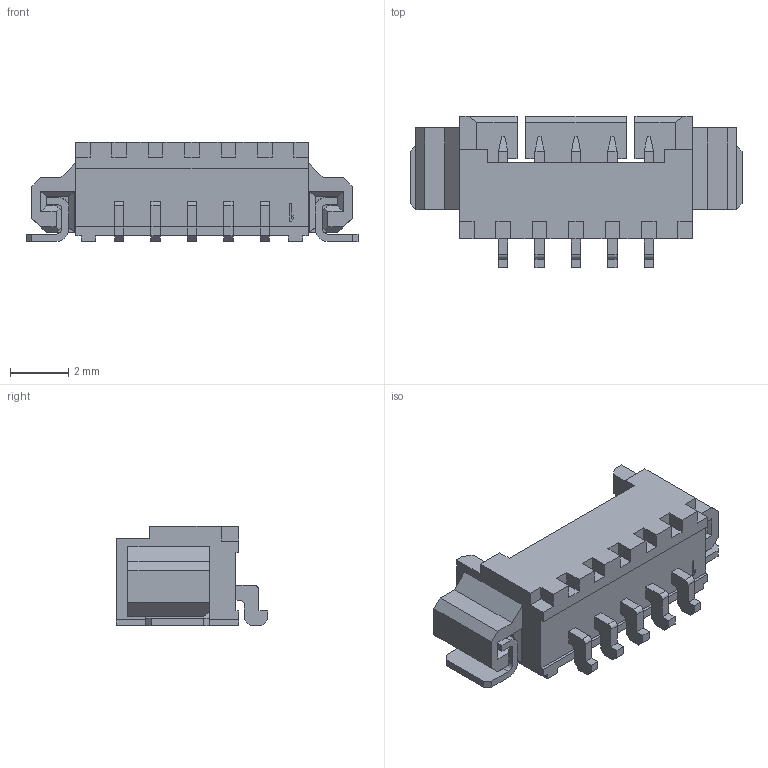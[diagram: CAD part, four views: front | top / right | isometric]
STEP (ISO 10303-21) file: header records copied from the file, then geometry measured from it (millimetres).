
FILE_DESCRIPTION(/* description */ (''),/* implementation_level */ '2;1');
FILE_NAME(/* name */ 'Picoblade_5_Pin_Horizontal v2.step',/* time_stamp */ '2021-08-23T21:31:14-03:00',/* author */ (''),/* organization */ (''),/* preprocessor_version */ 'ST-DEVELOPER v18.1',/* originating_system */ 'Autodesk Translation Framework v10.9.0.1377',/* authorisation */ '');
FILE_SCHEMA (('AUTOMOTIVE_DESIGN { 1 0 10303 214 3 1 1 }'));
Length unit declared in the file: millimetre
Products named in the file (1): Picoblade_5_Pin_Horizontal
Bounding box: 11.4 x 5.2 x 3.4 mm (x, y, z)
Volume: 69.5 mm3; surface area: 281.9 mm2
Topology: 11 solids, 11 shells, 304 faces, 823 edges, 536 vertices
Faces by surface type: plane 286, cylinder 18
Entity records: 9424 total; most frequent: CARTESIAN_POINT 1664, ORIENTED_EDGE 1646, DIRECTION 1471, EDGE_CURVE 823, LINE 785, VECTOR 785, VERTEX_POINT 536, AXIS2_PLACEMENT_3D 343
